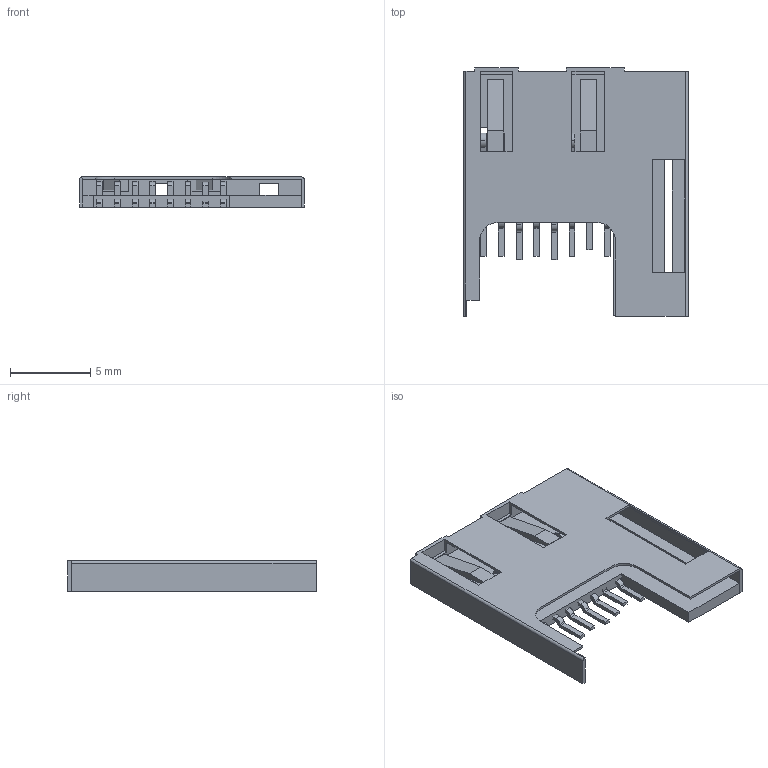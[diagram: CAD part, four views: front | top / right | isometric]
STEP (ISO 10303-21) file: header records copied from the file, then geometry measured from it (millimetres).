
FILE_DESCRIPTION(('FreeCAD Model'),'2;1');
FILE_NAME('Open CASCADE Shape Model','2022-08-06T21:31:50',('Doomn00b'), (''),'Open CASCADE STEP processor 7.6','FreeCAD','Unknown');
FILE_SCHEMA(('AUTOMOTIVE_DESIGN { 1 0 10303 214 1 1 1 1 }'));
Length unit declared in the file: millimetre
Products named in the file (12): holder; chassis; plastic; Pins; pin1; pin002; pin003; pin004; pin005; pin006; pin007; pin008
Assembly tree (11 placements, depth 3):
  holder
    chassis
    plastic
    Pins
      pin1
      pin002
      pin003
      pin004
      pin005
      pin006
      pin007
      pin008
Bounding box: 14 x 15.45 x 1.88 mm (x, y, z)
Volume: 152 mm3; surface area: 887.8 mm2
Topology: 10 solids, 10 shells, 310 faces, 852 edges, 560 vertices
Faces by surface type: plane 210, cylinder 76, bspline 24
Entity records: 10946 total; most frequent: CARTESIAN_POINT 2862, ORIENTED_EDGE 1704, DIRECTION 1536, EDGE_CURVE 852, VERTEX_POINT 560, LINE 540, VECTOR 540, AXIS2_PLACEMENT_3D 498
